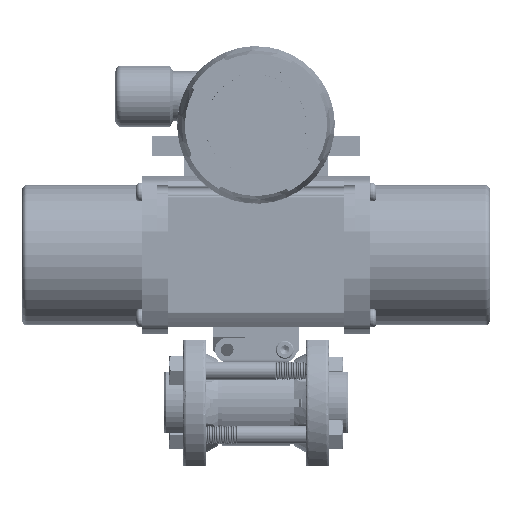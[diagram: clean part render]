
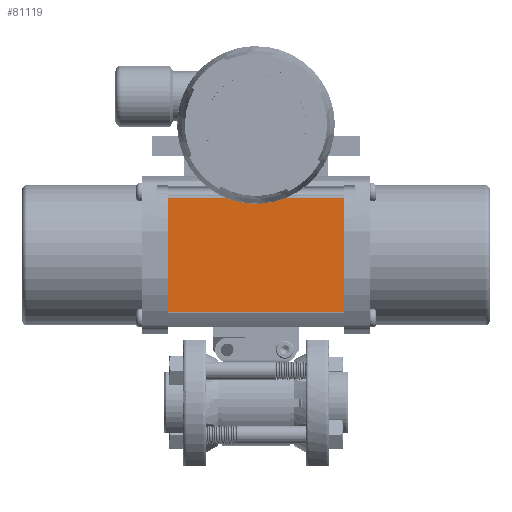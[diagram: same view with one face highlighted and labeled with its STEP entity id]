
A CAD part, top view. The second image highlights one B-rep face of the part: STEP entity #81119.
In plain terms, the highlighted planar face has unit normal (0, 0, 1).
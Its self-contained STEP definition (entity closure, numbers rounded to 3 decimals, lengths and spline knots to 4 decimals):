
#4863 = LINE ( 'NONE', #146318, #145625 ) ;
#5529 = FACE_OUTER_BOUND ( 'NONE', #115619, .T. ) ;
#7834 = PLANE ( 'NONE',  #216432 ) ;
#16282 = DIRECTION ( 'NONE',  ( 1., 0., 0. ) ) ;
#24891 = CARTESIAN_POINT ( 'NONE',  ( -5.0403, 3.5694, 1.17 ) ) ;
#26026 = VERTEX_POINT ( 'NONE', #145905 ) ;
#45315 = VERTEX_POINT ( 'NONE', #133057 ) ;
#47280 = CARTESIAN_POINT ( 'NONE',  ( -1.5275, 3.5621, 1.17 ) ) ;
#47659 = VECTOR ( 'NONE', #16282, 39.3701 ) ;
#50425 = CARTESIAN_POINT ( 'NONE',  ( -5.0403, 1.5679, 1.17 ) ) ;
#59008 = DIRECTION ( 'NONE',  ( 0., 0., -1. ) ) ;
#66164 = DIRECTION ( 'NONE',  ( -1., 0., 0. ) ) ;
#78793 = DIRECTION ( 'NONE',  ( 0., -1., 0. ) ) ;
#81119 = ADVANCED_FACE ( 'NONE', ( #5529 ), #7834, .F. ) ;
#82717 = CARTESIAN_POINT ( 'NONE',  ( 1.5275, 1.5679, 1.17 ) ) ;
#89458 = EDGE_CURVE ( 'NONE', #45315, #134674, #143188, .T. ) ;
#89725 = VERTEX_POINT ( 'NONE', #47280 ) ;
#113386 = EDGE_CURVE ( 'NONE', #26026, #134674, #4863, .T. ) ;
#115619 = EDGE_LOOP ( 'NONE', ( #146189, #136118, #140662, #135603 ) ) ;
#117940 = LINE ( 'NONE', #133847, #157795 ) ;
#133057 = CARTESIAN_POINT ( 'NONE',  ( -1.5275, 1.5679, 1.17 ) ) ;
#133847 = CARTESIAN_POINT ( 'NONE',  ( -1.5275, 3.5694, 1.17 ) ) ;
#134674 = VERTEX_POINT ( 'NONE', #82717 ) ;
#135603 = ORIENTED_EDGE ( 'NONE', *, *, #89458, .T. ) ;
#136118 = ORIENTED_EDGE ( 'NONE', *, *, #144861, .T. ) ;
#139129 = EDGE_CURVE ( 'NONE', #45315, #89725, #117940, .T. ) ;
#140285 = LINE ( 'NONE', #165688, #185398 ) ;
#140662 = ORIENTED_EDGE ( 'NONE', *, *, #139129, .F. ) ;
#143188 = LINE ( 'NONE', #50425, #47659 ) ;
#144861 = EDGE_CURVE ( 'NONE', #26026, #89725, #140285, .T. ) ;
#145625 = VECTOR ( 'NONE', #78793, 39.3701 ) ;
#145905 = CARTESIAN_POINT ( 'NONE',  ( 1.5275, 3.5621, 1.17 ) ) ;
#146189 = ORIENTED_EDGE ( 'NONE', *, *, #113386, .F. ) ;
#146318 = CARTESIAN_POINT ( 'NONE',  ( 1.5275, 3.5694, 1.17 ) ) ;
#150992 = DIRECTION ( 'NONE',  ( 0., 1., 0. ) ) ;
#157795 = VECTOR ( 'NONE', #150992, 39.3701 ) ;
#165688 = CARTESIAN_POINT ( 'NONE',  ( -5.0403, 3.5621, 1.17 ) ) ;
#177734 = DIRECTION ( 'NONE',  ( 0., -1., 0. ) ) ;
#185398 = VECTOR ( 'NONE', #66164, 39.3701 ) ;
#216432 = AXIS2_PLACEMENT_3D ( 'NONE', #24891, #59008, #177734 ) ;
